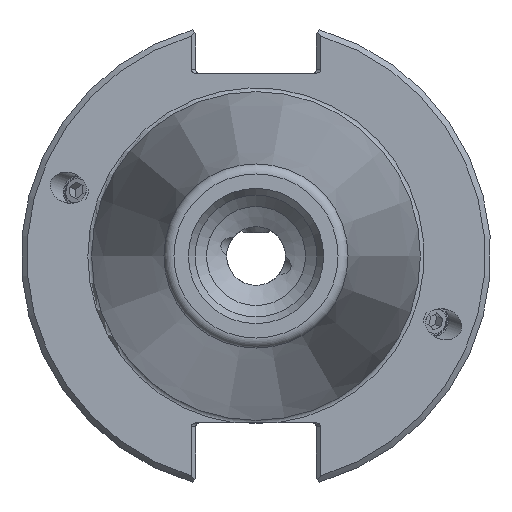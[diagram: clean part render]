
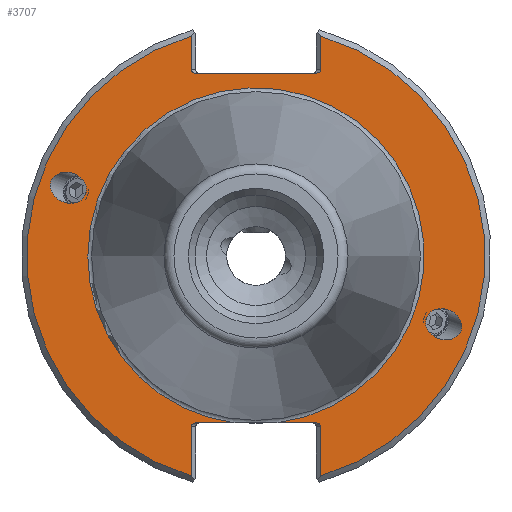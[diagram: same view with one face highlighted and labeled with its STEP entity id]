
A CAD part, left-side view. The second image highlights one B-rep face of the part: STEP entity #3707.
In plain terms, the highlighted planar face has unit normal (-1, 0, 0).
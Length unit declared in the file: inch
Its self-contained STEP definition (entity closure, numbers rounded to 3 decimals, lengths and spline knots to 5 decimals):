
#184=CARTESIAN_POINT('',(0.125,-0.90631,-0.32987));
#185=VERTEX_POINT('',#184);
#186=CARTESIAN_POINT('',(0.125,-0.99889,-0.36357));
#187=DIRECTION('',(1.0,0.,0.));
#188=DIRECTION('',(0.,-0.94,-0.342));
#189=AXIS2_PLACEMENT_3D('',#186,#187,#188);
#190=ELLIPSE('',#189,0.09853,0.08071);
#191=EDGE_CURVE('',#185,#185,#190,.T.);
#448=CARTESIAN_POINT('',(0.125,0.90631,0.32987));
#449=VERTEX_POINT('',#448);
#450=CARTESIAN_POINT('',(0.125,0.99889,0.36357));
#451=DIRECTION('',(1.0,0.,0.));
#452=DIRECTION('',(0.,0.94,0.342));
#453=AXIS2_PLACEMENT_3D('',#450,#451,#452);
#454=ELLIPSE('',#453,0.09853,0.08071);
#455=EDGE_CURVE('',#449,#449,#454,.T.);
#2759=CARTESIAN_POINT('',(0.125,0.345,0.992));
#2760=VERTEX_POINT('',#2759);
#2767=CARTESIAN_POINT('',(0.125,0.31672,0.972));
#2768=VERTEX_POINT('',#2767);
#2769=CARTESIAN_POINT('',(0.125,0.31672,0.992));
#2770=DIRECTION('',(-1.0,0.0,0.0));
#2771=DIRECTION('',(0.0,1.0,0.0));
#2772=AXIS2_PLACEMENT_3D('',#2769,#2770,#2771);
#2773=ELLIPSE('',#2772,0.02828,0.02);
#2774=EDGE_CURVE('',#2760,#2768,#2773,.T.);
#2859=CARTESIAN_POINT('',(0.125,0.345,1.1702));
#2860=VERTEX_POINT('',#2859);
#2867=CARTESIAN_POINT('',(0.125,0.345,1.1702));
#2868=DIRECTION('',(0.0,0.0,-1.0));
#2869=VECTOR('',#2868,0.1782);
#2870=LINE('',#2867,#2869);
#2871=EDGE_CURVE('',#2860,#2760,#2870,.T.);
#2971=CARTESIAN_POINT('',(0.125,-0.31672,0.972));
#2972=VERTEX_POINT('',#2971);
#2979=CARTESIAN_POINT('',(0.125,-0.345,0.992));
#2980=VERTEX_POINT('',#2979);
#2981=CARTESIAN_POINT('',(0.125,-0.31672,0.992));
#2982=DIRECTION('',(-1.0,0.0,0.0));
#2983=DIRECTION('',(0.0,-1.0,0.0));
#2984=AXIS2_PLACEMENT_3D('',#2981,#2982,#2983);
#2985=ELLIPSE('',#2984,0.02828,0.02);
#2986=EDGE_CURVE('',#2972,#2980,#2985,.T.);
#3036=CARTESIAN_POINT('',(0.125,-0.345,1.1702));
#3037=VERTEX_POINT('',#3036);
#3038=CARTESIAN_POINT('',(0.125,-0.345,0.992));
#3039=DIRECTION('',(0.0,0.0,1.0));
#3040=VECTOR('',#3039,0.1782);
#3041=LINE('',#3038,#3040);
#3042=EDGE_CURVE('',#2980,#3037,#3041,.T.);
#3060=CARTESIAN_POINT('',(0.125,-0.345,-0.908));
#3061=VERTEX_POINT('',#3060);
#3062=CARTESIAN_POINT('',(0.125,-0.31672,-0.888));
#3063=VERTEX_POINT('',#3062);
#3064=CARTESIAN_POINT('',(0.125,-0.31672,-0.908));
#3065=DIRECTION('',(-1.0,0.0,0.0));
#3066=DIRECTION('',(0.0,-1.0,0.0));
#3067=AXIS2_PLACEMENT_3D('',#3064,#3065,#3066);
#3068=ELLIPSE('',#3067,0.02828,0.02);
#3069=EDGE_CURVE('',#3061,#3063,#3068,.T.);
#3167=CARTESIAN_POINT('',(0.125,-0.345,-1.1702));
#3168=VERTEX_POINT('',#3167);
#3175=CARTESIAN_POINT('',(0.125,-0.345,-1.1702));
#3176=DIRECTION('',(0.0,0.0,1.0));
#3177=VECTOR('',#3176,0.2622);
#3178=LINE('',#3175,#3177);
#3179=EDGE_CURVE('',#3168,#3061,#3178,.T.);
#3279=CARTESIAN_POINT('',(0.125,0.31672,-0.888));
#3280=VERTEX_POINT('',#3279);
#3287=CARTESIAN_POINT('',(0.125,0.345,-0.908));
#3288=VERTEX_POINT('',#3287);
#3289=CARTESIAN_POINT('',(0.125,0.31672,-0.908));
#3290=DIRECTION('',(-1.0,0.0,0.0));
#3291=DIRECTION('',(0.0,1.0,0.0));
#3292=AXIS2_PLACEMENT_3D('',#3289,#3290,#3291);
#3293=ELLIPSE('',#3292,0.02828,0.02);
#3294=EDGE_CURVE('',#3280,#3288,#3293,.T.);
#3344=CARTESIAN_POINT('',(0.125,0.345,-1.1702));
#3345=VERTEX_POINT('',#3344);
#3346=CARTESIAN_POINT('',(0.125,0.345,-0.908));
#3347=DIRECTION('',(0.0,0.0,-1.0));
#3348=VECTOR('',#3347,0.2622);
#3349=LINE('',#3346,#3348);
#3350=EDGE_CURVE('',#3288,#3345,#3349,.T.);
#3417=CARTESIAN_POINT('',(0.125,0.31672,0.972));
#3418=DIRECTION('',(0.0,-1.0,0.0));
#3419=VECTOR('',#3418,0.63343);
#3420=LINE('',#3417,#3419);
#3421=EDGE_CURVE('',#2768,#2972,#3420,.T.);
#3619=CARTESIAN_POINT('',(0.125,-0.11172,-0.888));
#3620=VERTEX_POINT('',#3619);
#3621=CARTESIAN_POINT('',(0.125,0.11172,-0.888));
#3622=VERTEX_POINT('',#3621);
#3637=CARTESIAN_POINT('',(0.125,0.,0.0));
#3638=DIRECTION('',(-1.0,0.0,0.0));
#3639=DIRECTION('',(0.0,-1.0,0.0));
#3640=AXIS2_PLACEMENT_3D('',#3637,#3638,#3639);
#3641=CIRCLE('',#3640,0.895);
#3642=EDGE_CURVE('',#3620,#3622,#3641,.T.);
#3658=CARTESIAN_POINT('',(0.125,1.0625,0.0));
#3659=DIRECTION('',(-1.0,0.0,0.0));
#3660=DIRECTION('',(0.0,0.0,1.0));
#3661=AXIS2_PLACEMENT_3D('',#3658,#3659,#3660);
#3662=PLANE('',#3661);
#3663=ORIENTED_EDGE('',*,*,#3642,.F.);
#3664=CARTESIAN_POINT('',(0.125,-0.31672,-0.888));
#3665=DIRECTION('',(0.0,1.0,0.0));
#3666=VECTOR('',#3665,0.205);
#3667=LINE('',#3664,#3666);
#3668=EDGE_CURVE('',#3063,#3620,#3667,.T.);
#3669=ORIENTED_EDGE('',*,*,#3668,.F.);
#3670=ORIENTED_EDGE('',*,*,#3069,.F.);
#3671=ORIENTED_EDGE('',*,*,#3179,.F.);
#3672=CARTESIAN_POINT('',(0.125,0.,0.0));
#3673=DIRECTION('',(1.0,0.0,0.0));
#3674=DIRECTION('',(0.0,-1.0,0.0));
#3675=AXIS2_PLACEMENT_3D('',#3672,#3673,#3674);
#3676=CIRCLE('',#3675,1.22);
#3677=EDGE_CURVE('',#3037,#3168,#3676,.T.);
#3678=ORIENTED_EDGE('',*,*,#3677,.F.);
#3679=ORIENTED_EDGE('',*,*,#3042,.F.);
#3680=ORIENTED_EDGE('',*,*,#2986,.F.);
#3681=ORIENTED_EDGE('',*,*,#3421,.F.);
#3682=ORIENTED_EDGE('',*,*,#2774,.F.);
#3683=ORIENTED_EDGE('',*,*,#2871,.F.);
#3684=CARTESIAN_POINT('',(0.125,0.,0.0));
#3685=DIRECTION('',(1.0,0.0,0.0));
#3686=DIRECTION('',(0.0,1.0,0.0));
#3687=AXIS2_PLACEMENT_3D('',#3684,#3685,#3686);
#3688=CIRCLE('',#3687,1.22);
#3689=EDGE_CURVE('',#3345,#2860,#3688,.T.);
#3690=ORIENTED_EDGE('',*,*,#3689,.F.);
#3691=ORIENTED_EDGE('',*,*,#3350,.F.);
#3692=ORIENTED_EDGE('',*,*,#3294,.F.);
#3693=CARTESIAN_POINT('',(0.125,0.11172,-0.888));
#3694=DIRECTION('',(0.0,1.0,0.0));
#3695=VECTOR('',#3694,0.205);
#3696=LINE('',#3693,#3695);
#3697=EDGE_CURVE('',#3622,#3280,#3696,.T.);
#3698=ORIENTED_EDGE('',*,*,#3697,.F.);
#3699=EDGE_LOOP('',(#3663,#3669,#3670,#3671,#3678,#3679,#3680,#3681,#3682,#3683,#3690,#3691,#3692,#3698));
#3700=FACE_OUTER_BOUND('',#3699,.T.);
#3701=ORIENTED_EDGE('',*,*,#191,.T.);
#3702=EDGE_LOOP('',(#3701));
#3703=FACE_BOUND('',#3702,.T.);
#3704=ORIENTED_EDGE('',*,*,#455,.T.);
#3705=EDGE_LOOP('',(#3704));
#3706=FACE_BOUND('',#3705,.T.);
#3707=ADVANCED_FACE('',(#3700,#3703,#3706),#3662,.T.);
